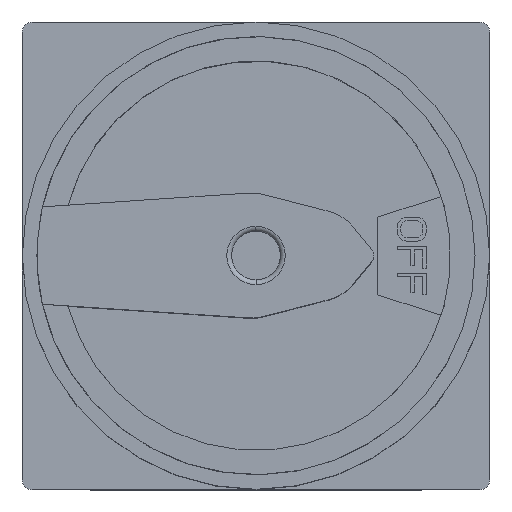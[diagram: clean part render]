
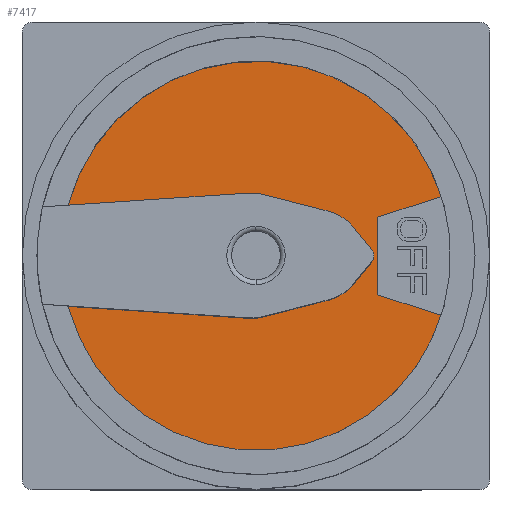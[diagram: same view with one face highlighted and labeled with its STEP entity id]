
A CAD part, top view. The second image highlights one B-rep face of the part: STEP entity #7417.
In plain terms, the highlighted planar face has unit normal (0, 0, 1).
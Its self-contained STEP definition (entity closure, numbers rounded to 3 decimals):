
#2190=DIRECTION('',(-0.952,-0.305,0.));
#2191=VECTOR('',#2190,6.876);
#2192=CARTESIAN_POINT('',(19.048,6.096,6.));
#2193=LINE('',#2192,#2191);
#2194=DIRECTION('',(0.,-1.,0.));
#2195=VECTOR('',#2194,8.);
#2196=CARTESIAN_POINT('',(12.5,4.,6.));
#2197=LINE('',#2196,#2195);
#2198=DIRECTION('',(0.952,-0.305,0.));
#2199=VECTOR('',#2198,6.876);
#2200=CARTESIAN_POINT('',(12.5,-4.,6.));
#2201=LINE('',#2200,#2199);
#2202=CARTESIAN_POINT('',(0.,0.,6.));
#2203=DIRECTION('',(0.,0.,1.));
#2204=DIRECTION('',(-0.966,-0.259,0.));
#2205=AXIS2_PLACEMENT_3D('',#2202,#2203,#2204);
#2207=DIRECTION('',(-0.998,0.067,0.));
#2208=VECTOR('',#2207,18.56);
#2209=CARTESIAN_POINT('',(-0.8,-6.411,6.));
#2210=LINE('',#2209,#2208);
#2211=DIRECTION('',(-0.969,-0.249,0.));
#2212=VECTOR('',#2211,6.835);
#2213=CARTESIAN_POINT('',(7.397,-4.564,6.));
#2214=LINE('',#2213,#2212);
#2215=DIRECTION('',(-0.637,-0.771,0.));
#2216=VECTOR('',#2215,2.948);
#2217=CARTESIAN_POINT('',(11.884,-0.637,6.));
#2218=LINE('',#2217,#2216);
#2219=DIRECTION('',(0.637,-0.771,0.));
#2220=VECTOR('',#2219,2.948);
#2221=CARTESIAN_POINT('',(10.005,2.909,6.));
#2222=LINE('',#2221,#2220);
#2223=DIRECTION('',(0.969,-0.249,0.));
#2224=VECTOR('',#2223,6.835);
#2225=CARTESIAN_POINT('',(0.777,6.265,6.));
#2226=LINE('',#2225,#2224);
#2227=DIRECTION('',(0.998,0.067,0.));
#2228=VECTOR('',#2227,18.56);
#2229=CARTESIAN_POINT('',(-19.319,5.175,6.));
#2230=LINE('',#2229,#2228);
#2231=CARTESIAN_POINT('',(0.,0.,6.));
#2232=DIRECTION('',(0.,0.,1.));
#2233=DIRECTION('',(0.952,0.305,0.));
#2234=AXIS2_PLACEMENT_3D('',#2231,#2232,#2233);
#3041=CARTESIAN_POINT('',(-0.467,-1.422,6.));
#3042=DIRECTION('',(0.,0.,-1.));
#3043=DIRECTION('',(0.249,-0.969,0.));
#3044=AXIS2_PLACEMENT_3D('',#3041,#3042,#3043);
#3148=CARTESIAN_POINT('',(11.114,0.,6.));
#3149=DIRECTION('',(0.,0.,-1.));
#3150=DIRECTION('',(0.771,0.637,0.));
#3151=AXIS2_PLACEMENT_3D('',#3148,#3149,#3150);
#3161=CARTESIAN_POINT('',(6.153,-0.279,6.));
#3162=DIRECTION('',(0.,0.,-1.));
#3163=DIRECTION('',(0.249,0.969,0.));
#3164=AXIS2_PLACEMENT_3D('',#3161,#3162,#3163);
#3174=CARTESIAN_POINT('',(-0.467,1.422,6.));
#3175=DIRECTION('',(0.,0.,-1.));
#3176=DIRECTION('',(-0.067,0.998,0.));
#3177=AXIS2_PLACEMENT_3D('',#3174,#3175,#3176);
#3195=CARTESIAN_POINT('',(6.153,0.279,6.));
#3196=DIRECTION('',(0.,0.,-1.));
#3197=DIRECTION('',(0.771,-0.637,0.));
#3198=AXIS2_PLACEMENT_3D('',#3195,#3196,#3197);
#3249=CARTESIAN_POINT('',(-19.319,-5.175,6.));
#3250=VERTEX_POINT('',#3249);
#3251=CARTESIAN_POINT('',(-19.319,5.175,6.));
#3252=VERTEX_POINT('',#3251);
#3645=CARTESIAN_POINT('',(11.884,0.637,6.));
#3646=VERTEX_POINT('',#3645);
#3647=CARTESIAN_POINT('',(11.884,-0.637,6.));
#3648=VERTEX_POINT('',#3647);
#3653=CARTESIAN_POINT('',(10.005,-2.909,6.));
#3654=VERTEX_POINT('',#3653);
#3655=CARTESIAN_POINT('',(7.397,-4.564,6.));
#3656=VERTEX_POINT('',#3655);
#3661=CARTESIAN_POINT('',(7.397,4.564,6.));
#3662=VERTEX_POINT('',#3661);
#3663=CARTESIAN_POINT('',(10.005,2.909,6.));
#3664=VERTEX_POINT('',#3663);
#3669=CARTESIAN_POINT('',(-0.8,6.411,6.));
#3670=VERTEX_POINT('',#3669);
#3671=CARTESIAN_POINT('',(0.777,6.265,6.));
#3672=VERTEX_POINT('',#3671);
#3677=CARTESIAN_POINT('',(0.777,-6.265,6.));
#3678=VERTEX_POINT('',#3677);
#3679=CARTESIAN_POINT('',(-0.8,-6.411,6.));
#3680=VERTEX_POINT('',#3679);
#3909=CARTESIAN_POINT('',(19.048,6.096,6.));
#3910=CARTESIAN_POINT('',(12.5,4.,6.));
#3911=VERTEX_POINT('',#3909);
#3912=VERTEX_POINT('',#3910);
#3913=CARTESIAN_POINT('',(12.5,-4.,6.));
#3914=VERTEX_POINT('',#3913);
#3915=CARTESIAN_POINT('',(19.048,-6.096,6.));
#3916=VERTEX_POINT('',#3915);
#7380=CARTESIAN_POINT('',(0.,0.,6.));
#7381=DIRECTION('',(0.,0.,1.));
#7382=DIRECTION('',(1.,0.,0.));
#7383=AXIS2_PLACEMENT_3D('',#7380,#7381,#7382);
#7384=PLANE('',#7383);
#7386=ORIENTED_EDGE('',*,*,#7385,.T.);
#7388=ORIENTED_EDGE('',*,*,#7387,.T.);
#7390=ORIENTED_EDGE('',*,*,#7389,.T.);
#7391=ORIENTED_EDGE('',*,*,#7362,.F.);
#7393=ORIENTED_EDGE('',*,*,#7392,.F.);
#7395=ORIENTED_EDGE('',*,*,#7394,.F.);
#7397=ORIENTED_EDGE('',*,*,#7396,.F.);
#7399=ORIENTED_EDGE('',*,*,#7398,.F.);
#7401=ORIENTED_EDGE('',*,*,#7400,.F.);
#7403=ORIENTED_EDGE('',*,*,#7402,.F.);
#7405=ORIENTED_EDGE('',*,*,#7404,.F.);
#7407=ORIENTED_EDGE('',*,*,#7406,.F.);
#7409=ORIENTED_EDGE('',*,*,#7408,.F.);
#7411=ORIENTED_EDGE('',*,*,#7410,.F.);
#7413=ORIENTED_EDGE('',*,*,#7412,.F.);
#7414=ORIENTED_EDGE('',*,*,#7370,.F.);
#7415=EDGE_LOOP('',(#7386,#7388,#7390,#7391,#7393,#7395,#7397,#7399,#7401,#7403,
#7405,#7407,#7409,#7411,#7413,#7414));
#7416=FACE_OUTER_BOUND('',#7415,.F.);
#7417=ADVANCED_FACE('',(#7416),#7384,.T.);
#2206=CIRCLE('',#2205,20.);
#2235=CIRCLE('',#2234,20.);
#3045=CIRCLE('',#3044,5.);
#3152=CIRCLE('',#3151,1.);
#3165=CIRCLE('',#3164,5.);
#3178=CIRCLE('',#3177,5.);
#3199=CIRCLE('',#3198,5.);
#7362=EDGE_CURVE('',#3250,#3916,#2206,.T.);
#7370=EDGE_CURVE('',#3911,#3252,#2235,.T.);
#7385=EDGE_CURVE('',#3911,#3912,#2193,.T.);
#7387=EDGE_CURVE('',#3912,#3914,#2197,.T.);
#7389=EDGE_CURVE('',#3914,#3916,#2201,.T.);
#7392=EDGE_CURVE('',#3680,#3250,#2210,.T.);
#7394=EDGE_CURVE('',#3678,#3680,#3045,.T.);
#7396=EDGE_CURVE('',#3656,#3678,#2214,.T.);
#7398=EDGE_CURVE('',#3654,#3656,#3199,.T.);
#7400=EDGE_CURVE('',#3648,#3654,#2218,.T.);
#7402=EDGE_CURVE('',#3646,#3648,#3152,.T.);
#7404=EDGE_CURVE('',#3664,#3646,#2222,.T.);
#7406=EDGE_CURVE('',#3662,#3664,#3165,.T.);
#7408=EDGE_CURVE('',#3672,#3662,#2226,.T.);
#7410=EDGE_CURVE('',#3670,#3672,#3178,.T.);
#7412=EDGE_CURVE('',#3252,#3670,#2230,.T.);
